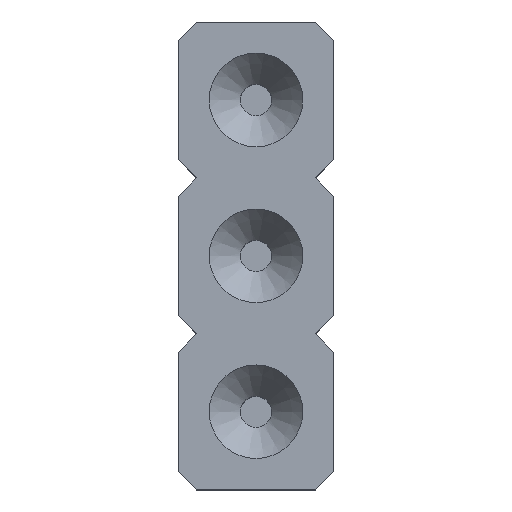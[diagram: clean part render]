
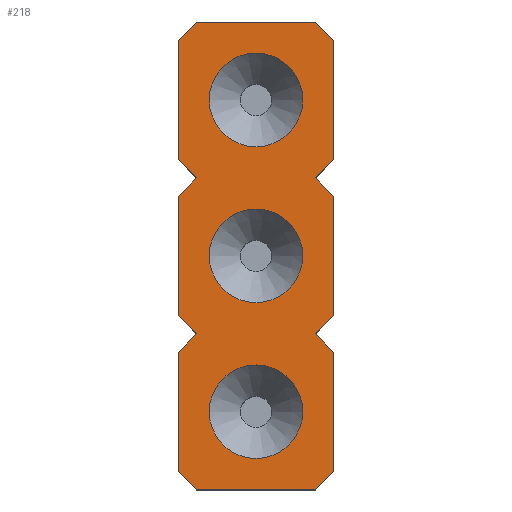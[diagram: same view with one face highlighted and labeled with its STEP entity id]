
A CAD part, top view. The second image highlights one B-rep face of the part: STEP entity #218.
In plain terms, the highlighted planar face has unit normal (0, 0, 1).
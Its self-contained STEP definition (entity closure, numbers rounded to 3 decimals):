
#13=DIRECTION('',(0.,0.,1.));
#24=VERTEX_POINT('',#25);
#25=CARTESIAN_POINT('',(-0.97,-6.35,4.2));
#28=ORIENTED_EDGE('',*,*,#29,.T.);
#29=EDGE_CURVE('',#24,#30,#32,.T.);
#30=VERTEX_POINT('',#31);
#31=CARTESIAN_POINT('',(-1.27,-6.05,4.2));
#32=LINE('',#25,#33);
#33=VECTOR('',#34,1.);
#34=DIRECTION('',(-0.707,0.707,0.));
#45=DIRECTION('',(-0.707,-0.707,0.));
#53=VERTEX_POINT('',#54);
#54=CARTESIAN_POINT('',(0.97,-6.35,4.2));
#56=ORIENTED_EDGE('',*,*,#57,.T.);
#57=EDGE_CURVE('',#53,#24,#58,.T.);
#58=LINE('',#54,#59);
#59=VECTOR('',#60,1.);
#60=DIRECTION('',(-1.,0.,0.));
#72=ORIENTED_EDGE('',*,*,#73,.T.);
#73=EDGE_CURVE('',#30,#74,#76,.T.);
#74=VERTEX_POINT('',#75);
#75=CARTESIAN_POINT('',(-1.27,-4.11,4.2));
#76=LINE('',#31,#77);
#77=VECTOR('',#78,1.);
#78=DIRECTION('',(0.,1.,0.));
#89=DIRECTION('',(-1.,0.,0.));
#100=VECTOR('',#101,1.);
#101=DIRECTION('',(0.707,0.707,0.));
#137=VECTOR('',#138,1.);
#138=DIRECTION('',(1.,0.,0.));
#144=VECTOR('',#145,1.);
#145=DIRECTION('',(0.707,-0.707,0.));
#151=VECTOR('',#152,1.);
#152=DIRECTION('',(0.,-1.,0.));
#158=VECTOR('',#45,1.);
#217=DIRECTION('',(-0.,-0.,-1.));
#218=ADVANCED_FACE('',(#219,#304,#317,#330),#343,.F.);
#219=FACE_BOUND('',#220,.F.);
#220=EDGE_LOOP('',(#28,#72,#221,#226,#231,#236,#241,#246,#251,#256,#261,#266,#271,#276,#281,#286,#291,#296,#301,#56));
#221=ORIENTED_EDGE('',*,*,#222,.T.);
#222=EDGE_CURVE('',#74,#223,#225,.T.);
#223=VERTEX_POINT('',#224);
#224=CARTESIAN_POINT('',(-0.97,-3.81,4.2));
#225=LINE('',#75,#100);
#226=ORIENTED_EDGE('',*,*,#227,.T.);
#227=EDGE_CURVE('',#223,#228,#230,.T.);
#228=VERTEX_POINT('',#229);
#229=CARTESIAN_POINT('',(-1.27,-3.51,4.2));
#230=LINE('',#224,#33);
#231=ORIENTED_EDGE('',*,*,#232,.T.);
#232=EDGE_CURVE('',#228,#233,#235,.T.);
#233=VERTEX_POINT('',#234);
#234=CARTESIAN_POINT('',(-1.27,-1.57,4.2));
#235=LINE('',#229,#77);
#236=ORIENTED_EDGE('',*,*,#237,.T.);
#237=EDGE_CURVE('',#233,#238,#240,.T.);
#238=VERTEX_POINT('',#239);
#239=CARTESIAN_POINT('',(-0.97,-1.27,4.2));
#240=LINE('',#234,#100);
#241=ORIENTED_EDGE('',*,*,#242,.T.);
#242=EDGE_CURVE('',#238,#243,#245,.T.);
#243=VERTEX_POINT('',#244);
#244=CARTESIAN_POINT('',(-1.27,-0.97,4.2));
#245=LINE('',#239,#33);
#246=ORIENTED_EDGE('',*,*,#247,.T.);
#247=EDGE_CURVE('',#243,#248,#250,.T.);
#248=VERTEX_POINT('',#249);
#249=CARTESIAN_POINT('',(-1.27,0.97,4.2));
#250=LINE('',#244,#77);
#251=ORIENTED_EDGE('',*,*,#252,.T.);
#252=EDGE_CURVE('',#248,#253,#255,.T.);
#253=VERTEX_POINT('',#254);
#254=CARTESIAN_POINT('',(-0.97,1.27,4.2));
#255=LINE('',#249,#100);
#256=ORIENTED_EDGE('',*,*,#257,.T.);
#257=EDGE_CURVE('',#253,#258,#260,.T.);
#258=VERTEX_POINT('',#259);
#259=CARTESIAN_POINT('',(0.97,1.27,4.2));
#260=LINE('',#254,#137);
#261=ORIENTED_EDGE('',*,*,#262,.T.);
#262=EDGE_CURVE('',#258,#263,#265,.T.);
#263=VERTEX_POINT('',#264);
#264=CARTESIAN_POINT('',(1.27,0.97,4.2));
#265=LINE('',#259,#144);
#266=ORIENTED_EDGE('',*,*,#267,.T.);
#267=EDGE_CURVE('',#263,#268,#270,.T.);
#268=VERTEX_POINT('',#269);
#269=CARTESIAN_POINT('',(1.27,-0.97,4.2));
#270=LINE('',#264,#151);
#271=ORIENTED_EDGE('',*,*,#272,.T.);
#272=EDGE_CURVE('',#268,#273,#275,.T.);
#273=VERTEX_POINT('',#274);
#274=CARTESIAN_POINT('',(0.97,-1.27,4.2));
#275=LINE('',#269,#158);
#276=ORIENTED_EDGE('',*,*,#277,.T.);
#277=EDGE_CURVE('',#273,#278,#280,.T.);
#278=VERTEX_POINT('',#279);
#279=CARTESIAN_POINT('',(1.27,-1.57,4.2));
#280=LINE('',#274,#144);
#281=ORIENTED_EDGE('',*,*,#282,.T.);
#282=EDGE_CURVE('',#278,#283,#285,.T.);
#283=VERTEX_POINT('',#284);
#284=CARTESIAN_POINT('',(1.27,-3.51,4.2));
#285=LINE('',#279,#151);
#286=ORIENTED_EDGE('',*,*,#287,.T.);
#287=EDGE_CURVE('',#283,#288,#290,.T.);
#288=VERTEX_POINT('',#289);
#289=CARTESIAN_POINT('',(0.97,-3.81,4.2));
#290=LINE('',#284,#158);
#291=ORIENTED_EDGE('',*,*,#292,.T.);
#292=EDGE_CURVE('',#288,#293,#295,.T.);
#293=VERTEX_POINT('',#294);
#294=CARTESIAN_POINT('',(1.27,-4.11,4.2));
#295=LINE('',#289,#144);
#296=ORIENTED_EDGE('',*,*,#297,.T.);
#297=EDGE_CURVE('',#293,#298,#300,.T.);
#298=VERTEX_POINT('',#299);
#299=CARTESIAN_POINT('',(1.27,-6.05,4.2));
#300=LINE('',#294,#151);
#301=ORIENTED_EDGE('',*,*,#302,.T.);
#302=EDGE_CURVE('',#298,#53,#303,.T.);
#303=LINE('',#299,#158);
#304=FACE_BOUND('',#305,.F.);
#305=EDGE_LOOP('',(#306,#315));
#306=ORIENTED_EDGE('',*,*,#307,.T.);
#307=EDGE_CURVE('',#308,#310,#312,.T.);
#308=VERTEX_POINT('',#309);
#309=CARTESIAN_POINT('',(0.762,-5.08,4.2));
#310=VERTEX_POINT('',#311);
#311=CARTESIAN_POINT('',(-0.762,-5.08,4.2));
#312=CIRCLE('',#313,0.762);
#313=AXIS2_PLACEMENT_3D('',#314,#13,#138);
#314=CARTESIAN_POINT('',(0.,-5.08,4.2));
#315=ORIENTED_EDGE('',*,*,#316,.T.);
#316=EDGE_CURVE('',#310,#308,#312,.T.);
#317=FACE_BOUND('',#318,.F.);
#318=EDGE_LOOP('',(#319,#328));
#319=ORIENTED_EDGE('',*,*,#320,.T.);
#320=EDGE_CURVE('',#321,#323,#325,.T.);
#321=VERTEX_POINT('',#322);
#322=CARTESIAN_POINT('',(0.762,-2.54,4.2));
#323=VERTEX_POINT('',#324);
#324=CARTESIAN_POINT('',(-0.762,-2.54,4.2));
#325=CIRCLE('',#326,0.762);
#326=AXIS2_PLACEMENT_3D('',#327,#13,#138);
#327=CARTESIAN_POINT('',(0.,-2.54,4.2));
#328=ORIENTED_EDGE('',*,*,#329,.T.);
#329=EDGE_CURVE('',#323,#321,#325,.T.);
#330=FACE_BOUND('',#331,.F.);
#331=EDGE_LOOP('',(#332,#341));
#332=ORIENTED_EDGE('',*,*,#333,.T.);
#333=EDGE_CURVE('',#334,#336,#338,.T.);
#334=VERTEX_POINT('',#335);
#335=CARTESIAN_POINT('',(0.762,0.,4.2));
#336=VERTEX_POINT('',#337);
#337=CARTESIAN_POINT('',(-0.762,0.,4.2));
#338=CIRCLE('',#339,0.762);
#339=AXIS2_PLACEMENT_3D('',#340,#13,#138);
#340=CARTESIAN_POINT('',(0.,0.,4.2));
#341=ORIENTED_EDGE('',*,*,#342,.T.);
#342=EDGE_CURVE('',#336,#334,#338,.T.);
#343=PLANE('',#344);
#344=AXIS2_PLACEMENT_3D('',#327,#217,#89);
